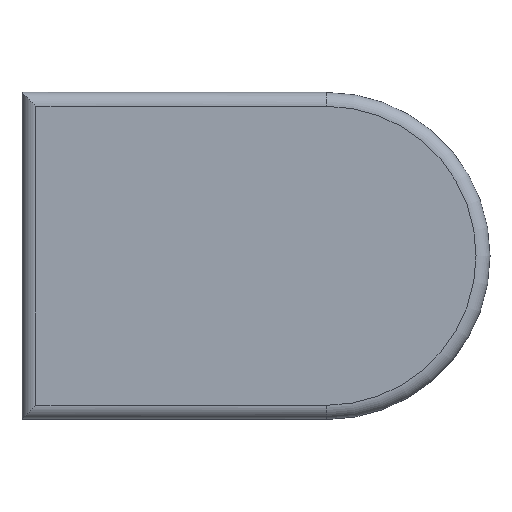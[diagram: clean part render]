
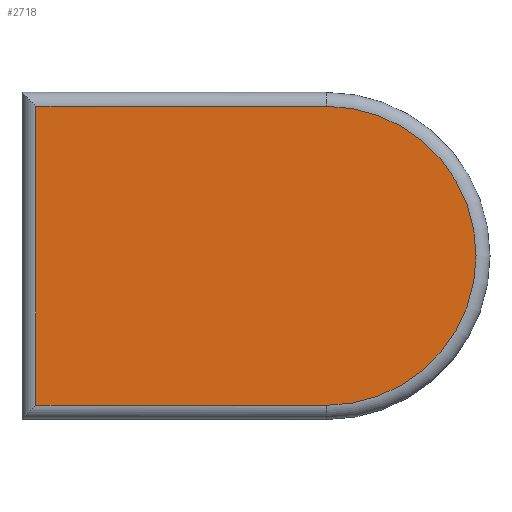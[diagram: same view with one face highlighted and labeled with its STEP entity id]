
A CAD part, top view. The second image highlights one B-rep face of the part: STEP entity #2718.
In plain terms, the highlighted face is planar.
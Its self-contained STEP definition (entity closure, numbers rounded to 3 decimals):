
#2718=ADVANCED_FACE('',(#4619),#4621,.F.);
#4619=FACE_BOUND('',#4620,.T.);
#4620=EDGE_LOOP('',(#5848,#5849,#5850,#5851));
#4621=PLANE('',#4622);
#4622=AXIS2_PLACEMENT_3D('',#4623,#4624,#4625);
#4623=CARTESIAN_POINT('',(0.,0.,-1.));
#4624=DIRECTION('',(0.,0.,1.));
#4625=DIRECTION('',(1.,0.,0.));
#5848=ORIENTED_EDGE('',*,*,#6462,.F.);
#5849=ORIENTED_EDGE('',*,*,#6456,.F.);
#5850=ORIENTED_EDGE('',*,*,#6461,.F.);
#5851=ORIENTED_EDGE('',*,*,#6472,.F.);
#6456=EDGE_CURVE('',#7450,#7452,#7453,.T.);
#6461=EDGE_CURVE('',#7457,#7450,#7459,.T.);
#6462=EDGE_CURVE('',#7452,#7460,#7461,.T.);
#6472=EDGE_CURVE('',#7460,#7457,#7475,.T.);
#7450=VERTEX_POINT('',#9921);
#7452=VERTEX_POINT('',#9926);
#7453=LINE('',#9927,#9928);
#7457=VERTEX_POINT('',#9941);
#7459=LINE('',#9946,#9947);
#7460=VERTEX_POINT('',#9949);
#7461=LINE('',#9950,#9951);
#7475=CIRCLE('',#9990,21.4);
#9921=CARTESIAN_POINT('',(-41.6,21.4,-1.));
#9926=CARTESIAN_POINT('',(-41.6,-21.4,-1.));
#9927=CARTESIAN_POINT('',(-41.6,21.4,-1.));
#9928=VECTOR('',#9929,1.);
#9929=DIRECTION('',(0.,-1.,0.));
#9941=CARTESIAN_POINT('',(0.,21.4,-1.));
#9946=CARTESIAN_POINT('',(0.,21.4,-1.));
#9947=VECTOR('',#9948,1.);
#9948=DIRECTION('',(-1.,0.,0.));
#9949=CARTESIAN_POINT('',(0.,-21.4,-1.));
#9950=CARTESIAN_POINT('',(-41.6,-21.4,-1.));
#9951=VECTOR('',#9952,1.);
#9952=DIRECTION('',(1.,0.,0.));
#9990=AXIS2_PLACEMENT_3D('',#9991,#9992,#9993);
#9991=CARTESIAN_POINT('',(0.,0.,-1.));
#9992=DIRECTION('',(0.,0.,1.));
#9993=DIRECTION('',(0.,-1.,0.));
